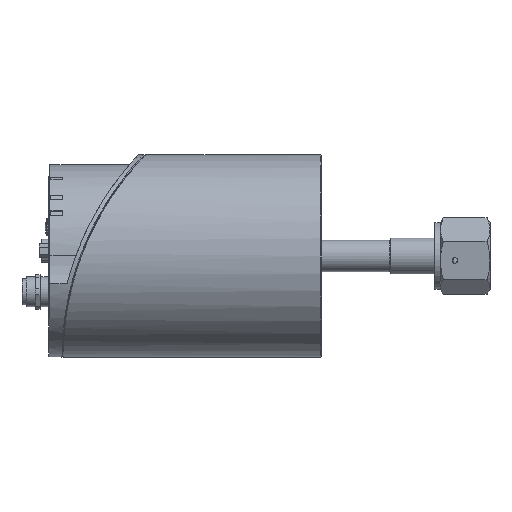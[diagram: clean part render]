
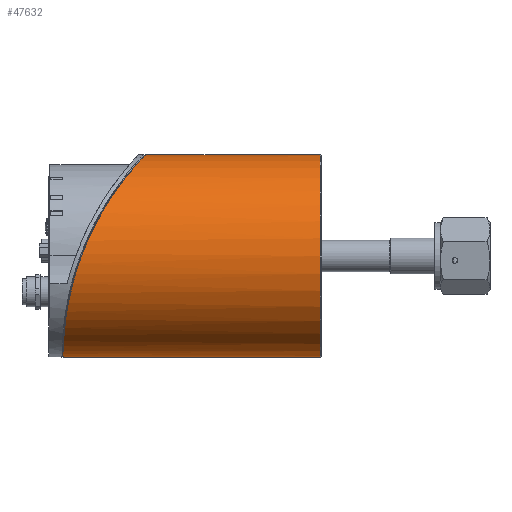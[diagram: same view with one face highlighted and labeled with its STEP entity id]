
A CAD part, left-side view. The second image highlights one B-rep face of the part: STEP entity #47632.
In plain terms, the highlighted cylindrical face has radius 41 mm (diameter 82 mm), a full revolution.
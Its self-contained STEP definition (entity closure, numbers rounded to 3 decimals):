
#1839=B_SPLINE_CURVE_WITH_KNOTS('',3,(#85283,#85284,#85285,#85286,#85287,
#85288,#85289,#85290,#85291,#85292,#85293,#85294,#85295),.UNSPECIFIED.,
 .F.,.F.,(4,1,1,1,1,1,1,1,1,1,4),(-26.603,-26.128,-25.653,
-25.178,-24.703,-23.753,-22.803,
-22.169,-21.536,-20.269,-19.712),
 .UNSPECIFIED.);
#1840=B_SPLINE_CURVE_WITH_KNOTS('',3,(#85296,#85297,#85298,#85299,#85300,
#85301,#85302,#85303,#85304,#85305,#85306,#85307,#85308,#85309,#85310,#85311,
#85312,#85313,#85314,#85315,#85316,#85317,#85318,#85319,#85320),
 .UNSPECIFIED.,.F.,.F.,(4,1,1,1,1,1,1,1,1,1,1,1,1,1,1,1,1,1,1,1,1,1,4),
(-19.712,-19.636,-19.002,-17.735,
-16.469,-15.202,-13.935,-12.668,
-11.401,-10.135,-8.868,-7.601,
-6.967,-6.334,-5.067,-4.434,
-3.8,-2.85,-1.9,-1.425,
-0.95,-0.475,0.),.UNSPECIFIED.);
#2276=CYLINDRICAL_SURFACE('',#50656,41.);
#3530=CIRCLE('',#50653,41.);
#3532=CIRCLE('',#50655,41.);
#5997=FACE_OUTER_BOUND('',#8639,.T.);
#8639=EDGE_LOOP('',(#40586,#40587,#40588,#40589,#40590,#40591));
#13015=LINE('',#85281,#17300);
#17300=VECTOR('',#60842,41.);
#21526=VERTEX_POINT('',#85274);
#21527=VERTEX_POINT('',#85275);
#21528=VERTEX_POINT('',#85280);
#21529=VERTEX_POINT('',#85282);
#28027=EDGE_CURVE('',#21526,#21527,#3530,.T.);
#28029=EDGE_CURVE('',#21527,#21526,#3532,.T.);
#28030=EDGE_CURVE('',#21526,#21528,#13015,.T.);
#28031=EDGE_CURVE('',#21529,#21528,#1839,.T.);
#28032=EDGE_CURVE('',#21528,#21529,#1840,.T.);
#40586=ORIENTED_EDGE('',*,*,#28027,.F.);
#40587=ORIENTED_EDGE('',*,*,#28030,.T.);
#40588=ORIENTED_EDGE('',*,*,#28031,.F.);
#40589=ORIENTED_EDGE('',*,*,#28032,.F.);
#40590=ORIENTED_EDGE('',*,*,#28030,.F.);
#40591=ORIENTED_EDGE('',*,*,#28029,.F.);
#47632=ADVANCED_FACE('',(#5997),#2276,.T.);
#50653=AXIS2_PLACEMENT_3D('',#85276,#60834,#60835);
#50655=AXIS2_PLACEMENT_3D('',#85278,#60838,#60839);
#50656=AXIS2_PLACEMENT_3D('',#85279,#60840,#60841);
#60834=DIRECTION('center_axis',(0.,-1.,0.));
#60835=DIRECTION('ref_axis',(-1.,0.,0.));
#60838=DIRECTION('center_axis',(0.,-1.,0.));
#60839=DIRECTION('ref_axis',(-1.,0.,0.));
#60840=DIRECTION('center_axis',(0.,-1.,0.));
#60841=DIRECTION('ref_axis',(-1.,0.,0.));
#60842=DIRECTION('',(0.,1.,0.));
#85274=CARTESIAN_POINT('',(41.,-68.6,0.));
#85275=CARTESIAN_POINT('',(-41.,-68.6,0.));
#85276=CARTESIAN_POINT('Origin',(0.,-68.6,
0.));
#85278=CARTESIAN_POINT('Origin',(0.,-68.6,
0.));
#85279=CARTESIAN_POINT('Origin',(0.,40.8,
0.));
#85280=CARTESIAN_POINT('',(41.,28.163,0.001));
#85281=CARTESIAN_POINT('',(41.,40.8,0.));
#85282=CARTESIAN_POINT('',(0.,2.167,41.));
#85283=CARTESIAN_POINT('Ctrl Pts',(0.,2.167,
41.));
#85284=CARTESIAN_POINT('Ctrl Pts',(1.057,2.167,41.));
#85285=CARTESIAN_POINT('Ctrl Pts',(3.187,2.247,40.918));
#85286=CARTESIAN_POINT('Ctrl Pts',(6.597,2.632,40.522));
#85287=CARTESIAN_POINT('Ctrl Pts',(10.654,3.442,39.679));
#85288=CARTESIAN_POINT('Ctrl Pts',(16.679,5.294,37.695));
#85289=CARTESIAN_POINT('Ctrl Pts',(23.855,8.717,33.826));
#85290=CARTESIAN_POINT('Ctrl Pts',(30.338,13.255,27.976));
#85291=CARTESIAN_POINT('Ctrl Pts',(34.786,17.282,22.001));
#85292=CARTESIAN_POINT('Ctrl Pts',(38.589,21.582,14.817));
#85293=CARTESIAN_POINT('Ctrl Pts',(40.622,25.215,7.479));
#85294=CARTESIAN_POINT('Ctrl Pts',(41.,27.504,1.767));
#85295=CARTESIAN_POINT('Ctrl Pts',(41.,28.163,0.001));
#85296=CARTESIAN_POINT('Ctrl Pts',(41.,28.163,0.001));
#85297=CARTESIAN_POINT('Ctrl Pts',(41.,28.253,-0.241));
#85298=CARTESIAN_POINT('Ctrl Pts',(40.981,29.085,-2.494));
#85299=CARTESIAN_POINT('Ctrl Pts',(40.4,31.22,-8.867));
#85300=CARTESIAN_POINT('Ctrl Pts',(37.12,33.67,-18.921));
#85301=CARTESIAN_POINT('Ctrl Pts',(29.505,35.13,-29.442));
#85302=CARTESIAN_POINT('Ctrl Pts',(18.938,35.573,-37.133));
#85303=CARTESIAN_POINT('Ctrl Pts',(6.528,35.598,-41.167));
#85304=CARTESIAN_POINT('Ctrl Pts',(-6.527,35.598,-41.167));
#85305=CARTESIAN_POINT('Ctrl Pts',(-18.938,35.573,-37.133));
#85306=CARTESIAN_POINT('Ctrl Pts',(-29.507,35.13,-29.44));
#85307=CARTESIAN_POINT('Ctrl Pts',(-37.118,33.67,-18.923));
#85308=CARTESIAN_POINT('Ctrl Pts',(-40.401,31.22,-8.866));
#85309=CARTESIAN_POINT('Ctrl Pts',(-41.144,28.483,-0.697));
#85310=CARTESIAN_POINT('Ctrl Pts',(-40.686,25.327,7.252));
#85311=CARTESIAN_POINT('Ctrl Pts',(-38.589,21.582,14.817));
#85312=CARTESIAN_POINT('Ctrl Pts',(-34.786,17.282,22.001));
#85313=CARTESIAN_POINT('Ctrl Pts',(-30.338,13.255,27.976));
#85314=CARTESIAN_POINT('Ctrl Pts',(-23.855,8.717,33.826));
#85315=CARTESIAN_POINT('Ctrl Pts',(-16.679,5.294,37.695));
#85316=CARTESIAN_POINT('Ctrl Pts',(-10.654,3.442,39.679));
#85317=CARTESIAN_POINT('Ctrl Pts',(-6.597,2.632,40.522));
#85318=CARTESIAN_POINT('Ctrl Pts',(-3.187,2.247,40.918));
#85319=CARTESIAN_POINT('Ctrl Pts',(-1.057,2.167,41.));
#85320=CARTESIAN_POINT('Ctrl Pts',(0.,2.167,
41.));
